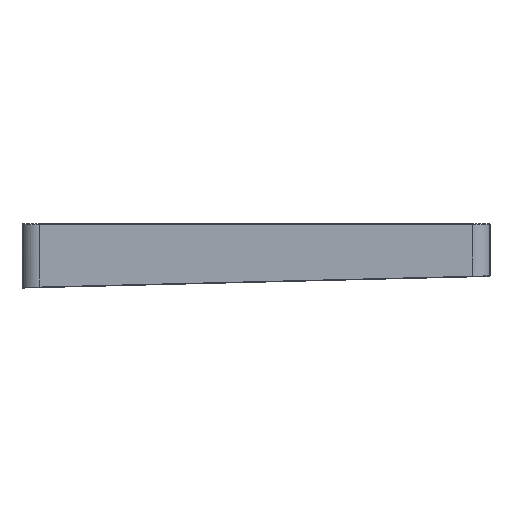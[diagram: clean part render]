
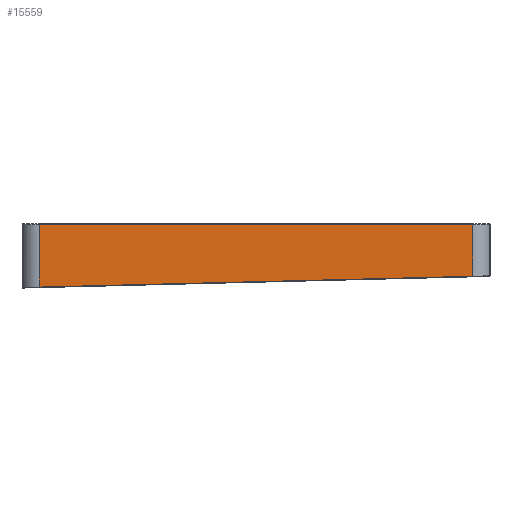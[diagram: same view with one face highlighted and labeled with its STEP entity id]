
A CAD part, left-side view. The second image highlights one B-rep face of the part: STEP entity #15559.
In plain terms, the highlighted planar face has unit normal (-1, 0, 0).
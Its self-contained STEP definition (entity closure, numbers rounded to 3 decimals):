
#346 = CYLINDRICAL_SURFACE('',#347,3.);
#347 = AXIS2_PLACEMENT_3D('',#348,#349,#350);
#348 = CARTESIAN_POINT('',(-113.325,37.125,-6.));
#349 = DIRECTION('',(0.,0.,1.));
#350 = DIRECTION('',(0.,1.,0.));
#1287 = VERTEX_POINT('',#1288);
#1288 = CARTESIAN_POINT('',(-116.325,37.125,-5.825));
#1412 = EDGE_CURVE('',#1287,#1413,#1415,.T.);
#1413 = VERTEX_POINT('',#1414);
#1414 = CARTESIAN_POINT('',(-116.325,37.125,4.9));
#1415 = SURFACE_CURVE('',#1416,(#1420,#1427),.PCURVE_S1.);
#1416 = LINE('',#1417,#1418);
#1417 = CARTESIAN_POINT('',(-116.325,37.125,-6.));
#1418 = VECTOR('',#1419,1.);
#1419 = DIRECTION('',(0.,0.,1.));
#1420 = PCURVE('',#346,#1421);
#1421 = DEFINITIONAL_REPRESENTATION('',(#1422),#1426);
#1422 = LINE('',#1423,#1424);
#1423 = CARTESIAN_POINT('',(1.571,0.));
#1424 = VECTOR('',#1425,1.);
#1425 = DIRECTION('',(0.,1.));
#1426 = ( GEOMETRIC_REPRESENTATION_CONTEXT(2) 
PARAMETRIC_REPRESENTATION_CONTEXT() REPRESENTATION_CONTEXT('2D SPACE',''
  ) );
#1427 = PCURVE('',#1428,#1433);
#1428 = PLANE('',#1429);
#1429 = AXIS2_PLACEMENT_3D('',#1430,#1431,#1432);
#1430 = CARTESIAN_POINT('',(-116.325,40.125,-10.));
#1431 = DIRECTION('',(1.,0.,0.));
#1432 = DIRECTION('',(0.,-1.,0.));
#1433 = DEFINITIONAL_REPRESENTATION('',(#1434),#1438);
#1434 = LINE('',#1435,#1436);
#1435 = CARTESIAN_POINT('',(3.,-4.));
#1436 = VECTOR('',#1437,1.);
#1437 = DIRECTION('',(0.,-1.));
#1438 = ( GEOMETRIC_REPRESENTATION_CONTEXT(2) 
PARAMETRIC_REPRESENTATION_CONTEXT() REPRESENTATION_CONTEXT('2D SPACE',''
  ) );
#2243 = PLANE('',#2244);
#2244 = AXIS2_PLACEMENT_3D('',#2245,#2246,#2247);
#2245 = CARTESIAN_POINT('',(-116.275,37.126,-5.875));
#2246 = DIRECTION('',(0.707,0.018,0.707)
  );
#2247 = DIRECTION('',(0.,-1.,0.025
    ));
#7617 = PLANE('',#7618);
#7618 = AXIS2_PLACEMENT_3D('',#7619,#7620,#7621);
#7619 = CARTESIAN_POINT('',(-116.275,37.125,4.95));
#7620 = DIRECTION('',(0.707,0.,-0.707));
#7621 = DIRECTION('',(0.,-1.,0.));
#15559 = ADVANCED_FACE('',(#15560),#1428,.F.);
#15560 = FACE_BOUND('',#15561,.F.);
#15561 = EDGE_LOOP('',(#15562,#15592,#15613,#15614));
#15562 = ORIENTED_EDGE('',*,*,#15563,.F.);
#15563 = EDGE_CURVE('',#15564,#15566,#15568,.T.);
#15564 = VERTEX_POINT('',#15565);
#15565 = CARTESIAN_POINT('',(-116.325,-37.125,-3.975));
#15566 = VERTEX_POINT('',#15567);
#15567 = CARTESIAN_POINT('',(-116.325,-37.125,4.9));
#15568 = SURFACE_CURVE('',#15569,(#15573,#15580),.PCURVE_S1.);
#15569 = LINE('',#15570,#15571);
#15570 = CARTESIAN_POINT('',(-116.325,-37.125,-4.));
#15571 = VECTOR('',#15572,1.);
#15572 = DIRECTION('',(0.,0.,1.));
#15573 = PCURVE('',#1428,#15574);
#15574 = DEFINITIONAL_REPRESENTATION('',(#15575),#15579);
#15575 = LINE('',#15576,#15577);
#15576 = CARTESIAN_POINT('',(77.25,-6.));
#15577 = VECTOR('',#15578,1.);
#15578 = DIRECTION('',(0.,-1.));
#15579 = ( GEOMETRIC_REPRESENTATION_CONTEXT(2) 
PARAMETRIC_REPRESENTATION_CONTEXT() REPRESENTATION_CONTEXT('2D SPACE',''
  ) );
#15580 = PCURVE('',#15581,#15586);
#15581 = CYLINDRICAL_SURFACE('',#15582,3.);
#15582 = AXIS2_PLACEMENT_3D('',#15583,#15584,#15585);
#15583 = CARTESIAN_POINT('',(-113.325,-37.125,-4.));
#15584 = DIRECTION('',(0.,0.,1.));
#15585 = DIRECTION('',(-1.,0.,0.));
#15586 = DEFINITIONAL_REPRESENTATION('',(#15587),#15591);
#15587 = LINE('',#15588,#15589);
#15588 = CARTESIAN_POINT('',(0.,0.));
#15589 = VECTOR('',#15590,1.);
#15590 = DIRECTION('',(0.,1.));
#15591 = ( GEOMETRIC_REPRESENTATION_CONTEXT(2) 
PARAMETRIC_REPRESENTATION_CONTEXT() REPRESENTATION_CONTEXT('2D SPACE',''
  ) );
#15592 = ORIENTED_EDGE('',*,*,#15593,.F.);
#15593 = EDGE_CURVE('',#1287,#15564,#15594,.T.);
#15594 = SURFACE_CURVE('',#15595,(#15599,#15606),.PCURVE_S1.);
#15595 = LINE('',#15596,#15597);
#15596 = CARTESIAN_POINT('',(-116.325,37.127,-5.825));
#15597 = VECTOR('',#15598,1.);
#15598 = DIRECTION('',(0.,-1.,0.025));
#15599 = PCURVE('',#1428,#15600);
#15600 = DEFINITIONAL_REPRESENTATION('',(#15601),#15605);
#15601 = LINE('',#15602,#15603);
#15602 = CARTESIAN_POINT('',(2.998,-4.175));
#15603 = VECTOR('',#15604,1.);
#15604 = DIRECTION('',(1.,-0.025));
#15605 = ( GEOMETRIC_REPRESENTATION_CONTEXT(2) 
PARAMETRIC_REPRESENTATION_CONTEXT() REPRESENTATION_CONTEXT('2D SPACE',''
  ) );
#15606 = PCURVE('',#2243,#15607);
#15607 = DEFINITIONAL_REPRESENTATION('',(#15608),#15612);
#15608 = LINE('',#15609,#15610);
#15609 = CARTESIAN_POINT('',(0.,-0.071));
#15610 = VECTOR('',#15611,1.);
#15611 = DIRECTION('',(1.,0.));
#15612 = ( GEOMETRIC_REPRESENTATION_CONTEXT(2) 
PARAMETRIC_REPRESENTATION_CONTEXT() REPRESENTATION_CONTEXT('2D SPACE',''
  ) );
#15613 = ORIENTED_EDGE('',*,*,#1412,.T.);
#15614 = ORIENTED_EDGE('',*,*,#15615,.T.);
#15615 = EDGE_CURVE('',#1413,#15566,#15616,.T.);
#15616 = SURFACE_CURVE('',#15617,(#15621,#15628),.PCURVE_S1.);
#15617 = LINE('',#15618,#15619);
#15618 = CARTESIAN_POINT('',(-116.325,37.125,4.9));
#15619 = VECTOR('',#15620,1.);
#15620 = DIRECTION('',(0.,-1.,0.));
#15621 = PCURVE('',#1428,#15622);
#15622 = DEFINITIONAL_REPRESENTATION('',(#15623),#15627);
#15623 = LINE('',#15624,#15625);
#15624 = CARTESIAN_POINT('',(3.,-14.9));
#15625 = VECTOR('',#15626,1.);
#15626 = DIRECTION('',(1.,0.));
#15627 = ( GEOMETRIC_REPRESENTATION_CONTEXT(2) 
PARAMETRIC_REPRESENTATION_CONTEXT() REPRESENTATION_CONTEXT('2D SPACE',''
  ) );
#15628 = PCURVE('',#7617,#15629);
#15629 = DEFINITIONAL_REPRESENTATION('',(#15630),#15634);
#15630 = LINE('',#15631,#15632);
#15631 = CARTESIAN_POINT('',(-0.,0.071));
#15632 = VECTOR('',#15633,1.);
#15633 = DIRECTION('',(1.,0.));
#15634 = ( GEOMETRIC_REPRESENTATION_CONTEXT(2) 
PARAMETRIC_REPRESENTATION_CONTEXT() REPRESENTATION_CONTEXT('2D SPACE',''
  ) );
